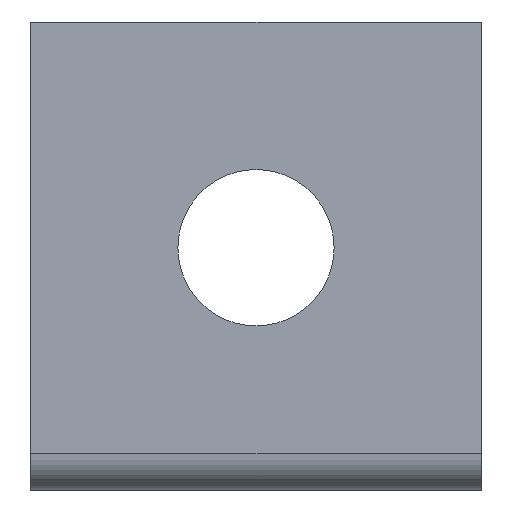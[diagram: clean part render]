
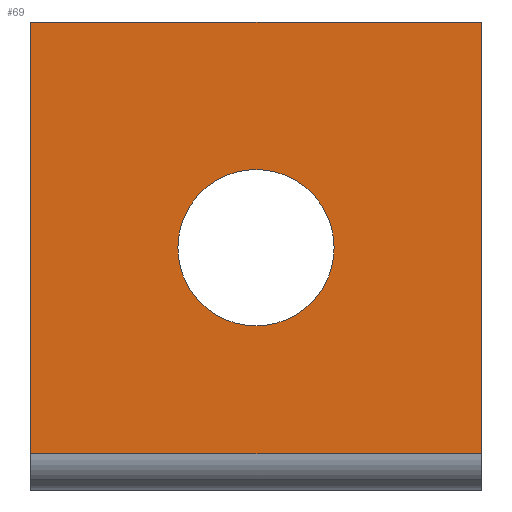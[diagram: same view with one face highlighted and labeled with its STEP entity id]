
A CAD part, left-side view. The second image highlights one B-rep face of the part: STEP entity #69.
In plain terms, the highlighted planar face has unit normal (-1, 0, 0).
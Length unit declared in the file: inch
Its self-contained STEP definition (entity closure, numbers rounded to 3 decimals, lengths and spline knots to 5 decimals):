
#69=ADVANCED_FACE('',(#147,#148),#149,.T.);
#147=FACE_OUTER_BOUND('',#275,.T.);
#148=FACE_BOUND('',#276,.T.);
#149=PLANE('',#277);
#275=EDGE_LOOP('',(#447,#448,#449,#450));
#276=EDGE_LOOP('',(#451,#452,#453,#454));
#277=AXIS2_PLACEMENT_3D('',#455,#456,#457);
#447=ORIENTED_EDGE('',*,*,#618,.F.);
#448=ORIENTED_EDGE('',*,*,#577,.T.);
#449=ORIENTED_EDGE('',*,*,#619,.T.);
#450=ORIENTED_EDGE('',*,*,#559,.F.);
#451=ORIENTED_EDGE('',*,*,#620,.T.);
#452=ORIENTED_EDGE('',*,*,#599,.T.);
#453=ORIENTED_EDGE('',*,*,#591,.T.);
#454=ORIENTED_EDGE('',*,*,#621,.T.);
#455=CARTESIAN_POINT('',(0.0,0.40615,0.0));
#456=DIRECTION('',(-1.0,-0.0,0.0));
#457=DIRECTION('',(0.0,-1.0,-0.0));
#559=EDGE_CURVE('',#649,#652,#653,.T.);
#577=EDGE_CURVE('',#687,#685,#688,.T.);
#591=EDGE_CURVE('',#710,#711,#712,.T.);
#599=EDGE_CURVE('',#722,#710,#723,.T.);
#618=EDGE_CURVE('',#687,#649,#750,.T.);
#619=EDGE_CURVE('',#685,#652,#751,.T.);
#620=EDGE_CURVE('',#752,#722,#753,.T.);
#621=EDGE_CURVE('',#711,#752,#754,.T.);
#649=VERTEX_POINT('',#784);
#652=VERTEX_POINT('',#787);
#653=LINE('',#788,#789);
#685=VERTEX_POINT('',#830);
#687=VERTEX_POINT('',#833);
#688=LINE('',#834,#835);
#710=VERTEX_POINT('',#883);
#711=VERTEX_POINT('',#884);
#712=B_SPLINE_CURVE_WITH_KNOTS('',3,(#885,#886,#887,#888),.UNSPECIFIED.,.F.,.F.,(4,4),(-1.0,-0.0),.UNSPECIFIED.);
#722=VERTEX_POINT('',#905);
#723=B_SPLINE_CURVE_WITH_KNOTS('',3,(#906,#907,#908,#909),.UNSPECIFIED.,.F.,.F.,(4,4),(-1.0,-0.0),.UNSPECIFIED.);
#750=LINE('',#959,#960);
#751=LINE('',#961,#962);
#752=VERTEX_POINT('',#963);
#753=B_SPLINE_CURVE_WITH_KNOTS('',3,(#964,#965,#966,#967),.UNSPECIFIED.,.F.,.F.,(4,4),(-1.0,-0.0),.UNSPECIFIED.);
#754=B_SPLINE_CURVE_WITH_KNOTS('',3,(#968,#969,#970,#971),.UNSPECIFIED.,.F.,.F.,(4,4),(-1.0,-0.0),.UNSPECIFIED.);
#784=CARTESIAN_POINT('',(0.0,0.8123,0.065));
#787=CARTESIAN_POINT('',(0.0,0.8123,0.84375));
#788=CARTESIAN_POINT('',(0.0,0.8123,0.0));
#789=VECTOR('',#1027,1.0);
#830=CARTESIAN_POINT('',(0.0,0.0,0.84375));
#833=CARTESIAN_POINT('',(0.0,0.0,0.065));
#834=CARTESIAN_POINT('',(0.0,0.0,0.0));
#835=VECTOR('',#1056,1.0);
#883=CARTESIAN_POINT('',(0.0,0.40617,0.29605));
#884=CARTESIAN_POINT('',(0.0,0.54699,0.4369));
#885=CARTESIAN_POINT('',(0.0,0.40617,0.29605));
#886=CARTESIAN_POINT('',(0.0,0.48393,0.29605));
#887=CARTESIAN_POINT('',(0.,0.54699,0.3591));
#888=CARTESIAN_POINT('',(0.,0.54699,0.4369));
#905=CARTESIAN_POINT('',(0.0,0.26531,0.4369));
#906=CARTESIAN_POINT('',(0.0,0.26531,0.4369));
#907=CARTESIAN_POINT('',(0.0,0.26531,0.3591));
#908=CARTESIAN_POINT('',(0.,0.3284,0.29605));
#909=CARTESIAN_POINT('',(0.,0.40617,0.29605));
#959=CARTESIAN_POINT('',(0.0,0.40615,0.065));
#960=VECTOR('',#1074,1.0);
#961=CARTESIAN_POINT('',(0.0,0.0,0.84375));
#962=VECTOR('',#1075,1.0);
#963=CARTESIAN_POINT('',(0.0,0.40617,0.57773));
#964=CARTESIAN_POINT('',(0.0,0.40617,0.57773));
#965=CARTESIAN_POINT('',(0.0,0.3284,0.57773));
#966=CARTESIAN_POINT('',(0.0,0.26531,0.51468));
#967=CARTESIAN_POINT('',(0.,0.26531,0.4369));
#968=CARTESIAN_POINT('',(0.0,0.54699,0.4369));
#969=CARTESIAN_POINT('',(0.,0.54699,0.51468));
#970=CARTESIAN_POINT('',(0.,0.48393,0.57773));
#971=CARTESIAN_POINT('',(0.,0.40617,0.57773));
#1027=DIRECTION('',(0.0,0.0,1.0));
#1056=DIRECTION('',(0.0,0.0,1.0));
#1074=DIRECTION('',(0.0,1.0,-0.0));
#1075=DIRECTION('',(0.0,1.0,0.0));
